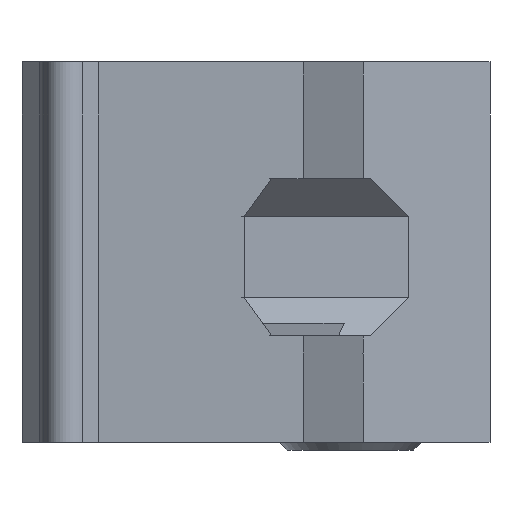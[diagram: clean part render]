
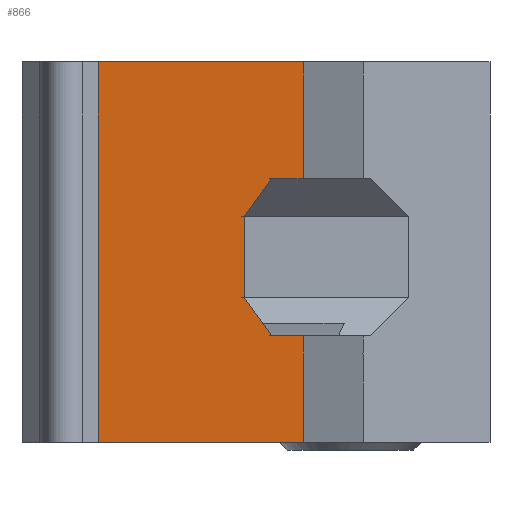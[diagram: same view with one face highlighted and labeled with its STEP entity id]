
A CAD part, front view. The second image highlights one B-rep face of the part: STEP entity #866.
In plain terms, the highlighted planar face has unit normal (0.81, -0.587, 0).
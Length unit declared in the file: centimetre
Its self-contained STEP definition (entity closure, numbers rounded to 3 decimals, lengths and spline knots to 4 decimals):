
#102=FACE_OUTER_BOUND('',#153,.T.);
#153=EDGE_LOOP('',(#783,#784,#785,#786,#787,#788,#789,#790,#791,#792));
#168=LINE('',#1182,#265);
#176=LINE('',#1199,#273);
#179=LINE('',#1205,#276);
#180=LINE('',#1208,#277);
#186=LINE('',#1223,#283);
#206=LINE('',#1262,#303);
#207=LINE('',#1265,#304);
#221=LINE('',#1640,#318);
#225=LINE('',#1656,#322);
#228=LINE('',#1665,#325);
#265=VECTOR('',#957,1.);
#273=VECTOR('',#971,1.);
#276=VECTOR('',#976,1.);
#277=VECTOR('',#979,1.);
#283=VECTOR('',#991,1.);
#303=VECTOR('',#1021,100.);
#304=VECTOR('',#1024,100.);
#318=VECTOR('',#1052,100.);
#322=VECTOR('',#1068,100.);
#325=VECTOR('',#1077,100.);
#359=VERTEX_POINT('',#1179);
#360=VERTEX_POINT('',#1181);
#366=VERTEX_POINT('',#1197);
#368=VERTEX_POINT('',#1203);
#369=VERTEX_POINT('',#1207);
#375=VERTEX_POINT('',#1221);
#389=VERTEX_POINT('',#1260);
#390=VERTEX_POINT('',#1264);
#408=VERTEX_POINT('',#1639);
#414=VERTEX_POINT('',#1655);
#445=EDGE_CURVE('',#359,#360,#168,.T.);
#454=EDGE_CURVE('',#359,#366,#176,.T.);
#457=EDGE_CURVE('',#368,#366,#179,.T.);
#458=EDGE_CURVE('',#368,#369,#180,.T.);
#466=EDGE_CURVE('',#375,#369,#186,.T.);
#486=EDGE_CURVE('',#389,#375,#206,.T.);
#487=EDGE_CURVE('',#360,#390,#207,.T.);
#510=EDGE_CURVE('',#408,#390,#221,.T.);
#517=EDGE_CURVE('',#414,#408,#225,.T.);
#522=EDGE_CURVE('',#414,#389,#228,.T.);
#783=ORIENTED_EDGE('',*,*,#445,.F.);
#784=ORIENTED_EDGE('',*,*,#454,.T.);
#785=ORIENTED_EDGE('',*,*,#457,.F.);
#786=ORIENTED_EDGE('',*,*,#458,.T.);
#787=ORIENTED_EDGE('',*,*,#466,.F.);
#788=ORIENTED_EDGE('',*,*,#486,.F.);
#789=ORIENTED_EDGE('',*,*,#522,.F.);
#790=ORIENTED_EDGE('',*,*,#517,.T.);
#791=ORIENTED_EDGE('',*,*,#510,.T.);
#792=ORIENTED_EDGE('',*,*,#487,.F.);
#824=PLANE('',#928);
#866=ADVANCED_FACE('',(#102),#824,.T.);
#928=AXIS2_PLACEMENT_3D('',#1723,#1146,#1147);
#957=DIRECTION('',(0.587,0.81,0.));
#971=DIRECTION('',(-0.456,-0.629,0.629));
#976=DIRECTION('',(0.,0.,-1.));
#979=DIRECTION('',(0.456,0.629,0.629));
#991=DIRECTION('',(-0.587,-0.81,0.));
#1021=DIRECTION('',(0.,0.,-1.));
#1024=DIRECTION('',(0.,0.,-1.));
#1052=DIRECTION('',(0.587,0.81,0.));
#1068=DIRECTION('',(0.,0.,-1.));
#1077=DIRECTION('',(0.587,0.81,0.));
#1146=DIRECTION('center_axis',(0.81,-0.587,0.));
#1147=DIRECTION('ref_axis',(0.,0.,
1.));
#1179=CARTESIAN_POINT('',(-1.0729,-2.5133,-1.4805));
#1181=CARTESIAN_POINT('',(-0.9491,-2.3426,-1.4805));
#1182=CARTESIAN_POINT('',(-0.8984,-2.2726,-1.4805));
#1197=CARTESIAN_POINT('',(-1.1816,-2.6633,-1.3305));
#1199=CARTESIAN_POINT('',(-1.0687,-2.5075,-1.4863));
#1203=CARTESIAN_POINT('',(-1.1816,-2.6633,-1.0105));
#1205=CARTESIAN_POINT('',(-1.1816,-2.6633,-0.818));
#1207=CARTESIAN_POINT('',(-1.0729,-2.5133,-0.8605));
#1208=CARTESIAN_POINT('',(-0.9553,-2.3511,-0.6983));
#1221=CARTESIAN_POINT('',(-0.9491,-2.3426,-0.8605));
#1223=CARTESIAN_POINT('',(-0.5907,-1.8481,-0.8605));
#1260=CARTESIAN_POINT('',(-0.9491,-2.3426,-0.4005));
#1262=CARTESIAN_POINT('',(-0.9491,-2.3426,-0.7755));
#1264=CARTESIAN_POINT('',(-0.9491,-2.3426,-1.9005));
#1265=CARTESIAN_POINT('',(-0.9491,-2.3426,-0.7755));
#1639=CARTESIAN_POINT('',(-1.7571,-3.4572,-1.9005));
#1640=CARTESIAN_POINT('',(-0.9545,-2.35,-1.9005));
#1655=CARTESIAN_POINT('',(-1.7571,-3.4572,-0.4005));
#1656=CARTESIAN_POINT('',(-1.7571,-3.4572,-0.588));
#1665=CARTESIAN_POINT('',(-0.9545,-2.35,-0.4005));
#1723=CARTESIAN_POINT('Origin',(-0.9491,-2.3426,-0.7755));
